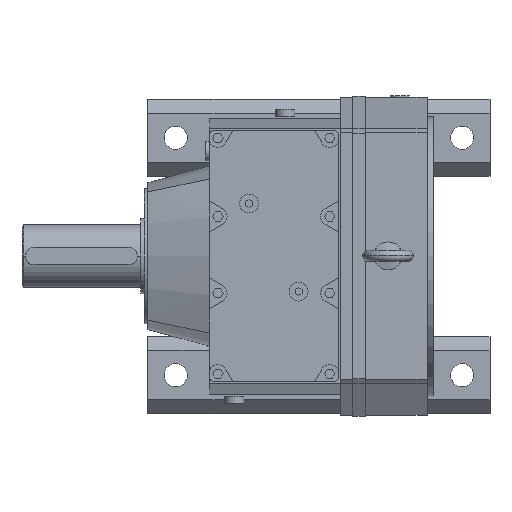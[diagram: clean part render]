
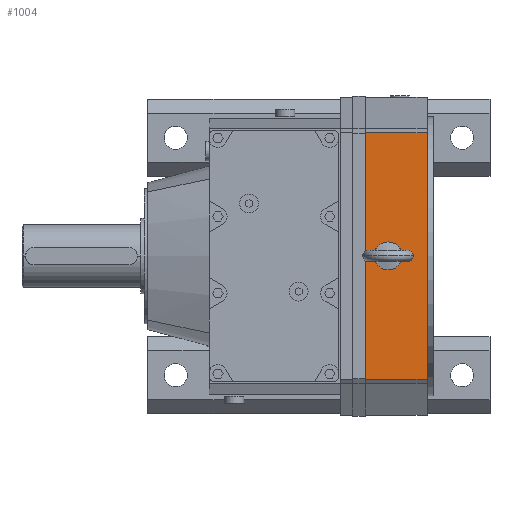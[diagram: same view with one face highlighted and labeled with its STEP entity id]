
A CAD part, top view. The second image highlights one B-rep face of the part: STEP entity #1004.
In plain terms, the highlighted planar face has unit normal (0, 0, 1).
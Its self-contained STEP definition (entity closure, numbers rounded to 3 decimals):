
#1004=ADVANCED_FACE('',(#2091,#2092),#2093,.T.);
#2091=FACE_BOUND('',#3240,.T.);
#2092=FACE_OUTER_BOUND('',#3241,.T.);
#2093=PLANE('',#3242);
#3240=EDGE_LOOP('',(#6194,#6195));
#3241=EDGE_LOOP('',(#6196,#6197,#6198,#6199));
#3242=AXIS2_PLACEMENT_3D('',#6200,#6201,#6202);
#6194=ORIENTED_EDGE('',*,*,#6935,.T.);
#6195=ORIENTED_EDGE('',*,*,#7498,.T.);
#6196=ORIENTED_EDGE('',*,*,#7781,.T.);
#6197=ORIENTED_EDGE('',*,*,#7824,.T.);
#6198=ORIENTED_EDGE('',*,*,#7721,.T.);
#6199=ORIENTED_EDGE('',*,*,#7842,.F.);
#6200=CARTESIAN_POINT('',(286.0,0.0,175.0));
#6201=DIRECTION('',(0.0,0.0,1.0));
#6202=DIRECTION('',(0.0,-1.0,0.0));
#6935=EDGE_CURVE('',#8364,#8362,#8365,.T.);
#7498=EDGE_CURVE('',#8362,#8364,#9198,.T.);
#7721=EDGE_CURVE('',#9499,#9497,#9500,.T.);
#7781=EDGE_CURVE('',#9586,#9583,#9587,.T.);
#7824=EDGE_CURVE('',#9583,#9499,#9642,.T.);
#7842=EDGE_CURVE('',#9586,#9497,#9661,.T.);
#8362=VERTEX_POINT('',#10536);
#8364=VERTEX_POINT('',#10539);
#8365=CIRCLE('',#10540,20.0);
#9198=CIRCLE('',#11901,20.0);
#9497=VERTEX_POINT('',#12488);
#9499=VERTEX_POINT('',#12491);
#9500=LINE('',#12492,#12493);
#9583=VERTEX_POINT('',#12616);
#9586=VERTEX_POINT('',#12620);
#9587=LINE('',#12621,#12622);
#9642=LINE('',#12706,#12707);
#9661=LINE('',#12734,#12735);
#10536=CARTESIAN_POINT('',(374.0,0.,175.0));
#10539=CARTESIAN_POINT('',(334.0,0.,175.0));
#10540=AXIS2_PLACEMENT_3D('',#13358,#13359,#13360);
#11901=AXIS2_PLACEMENT_3D('',#13899,#13900,#13901);
#12488=CARTESIAN_POINT('',(410.0,176.194,175.0));
#12491=CARTESIAN_POINT('',(410.0,-176.194,175.0));
#12492=CARTESIAN_POINT('',(410.0,176.194,175.0));
#12493=VECTOR('',#14173,1.0);
#12616=CARTESIAN_POINT('',(321.5,-176.194,175.0));
#12620=CARTESIAN_POINT('',(321.5,176.194,175.0));
#12621=CARTESIAN_POINT('',(321.5,0.,175.0));
#12622=VECTOR('',#14218,1.0);
#12706=CARTESIAN_POINT('',(286.0,-176.194,175.0));
#12707=VECTOR('',#14248,1.0);
#12734=CARTESIAN_POINT('',(286.0,176.194,175.0));
#12735=VECTOR('',#14257,1.0);
#13358=CARTESIAN_POINT('',(354.0,0.0,175.0));
#13359=DIRECTION('',(0.0,0.0,-1.0));
#13360=DIRECTION('',(1.0,0.0,0.0));
#13899=CARTESIAN_POINT('',(354.0,0.0,175.0));
#13900=DIRECTION('',(0.0,0.0,-1.0));
#13901=DIRECTION('',(1.0,0.0,0.0));
#14173=DIRECTION('',(0.0,1.0,0.0));
#14218=DIRECTION('',(0.0,-1.0,0.0));
#14248=DIRECTION('',(1.0,0.0,0.0));
#14257=DIRECTION('',(1.0,0.0,0.0));
